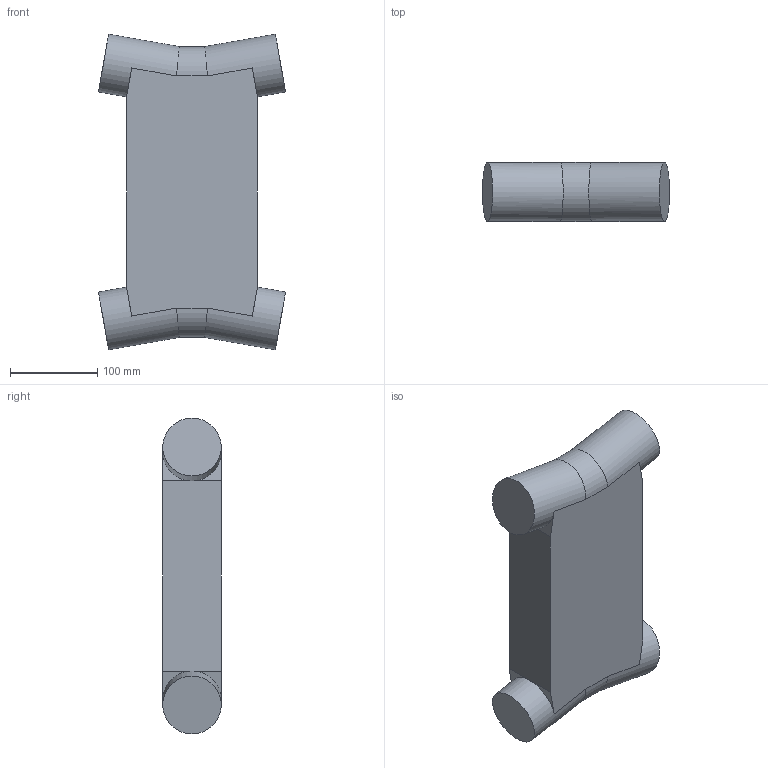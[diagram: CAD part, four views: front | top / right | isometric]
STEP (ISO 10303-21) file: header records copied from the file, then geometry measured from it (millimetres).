
FILE_DESCRIPTION(/* description */ (''),/* implementation_level */ '2;1');
FILE_NAME(/* name */ 'soft_body_simplified.stp',/* time_stamp */ '2020-12-21T07:06:35-05:00',/* author */ ('boxi'),/* organization */ (''),/* preprocessor_version */ 'ST-DEVELOPER v18',/* originating_system */ 'Autodesk Inventor 2020',/* authorisation */ '');
FILE_SCHEMA (('CONFIG_CONTROL_DESIGN'));
Length unit declared in the file: millimetre
Products named in the file (1): soft_body_v2_simplified
Bounding box: 214.54 x 67.2 x 361.95 mm (x, y, z)
Volume: 2634859.5 mm3; surface area: 270908.7 mm2
Topology: 1 solids, 4 shells, 38 faces, 94 edges, 64 vertices
Faces by surface type: plane 26, cylinder 12
Full cylindrical faces by diameter (mm): 45.2 x2, 67.2 x4
Entity records: 1194 total; most frequent: DIRECTION 212, CARTESIAN_POINT 197, ORIENTED_EDGE 188, EDGE_CURVE 94, AXIS2_PLACEMENT_3D 79, VERTEX_POINT 64, LINE 54, VECTOR 54
